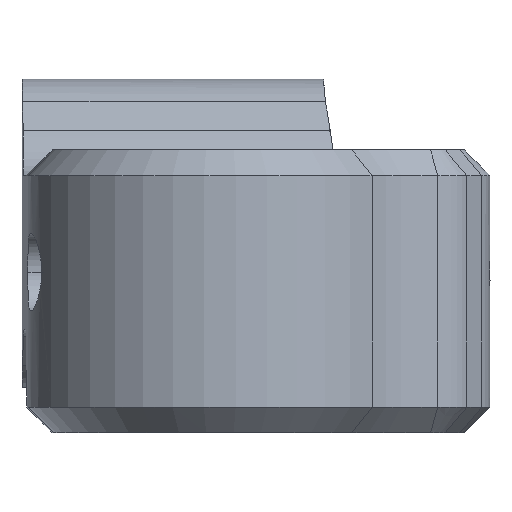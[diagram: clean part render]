
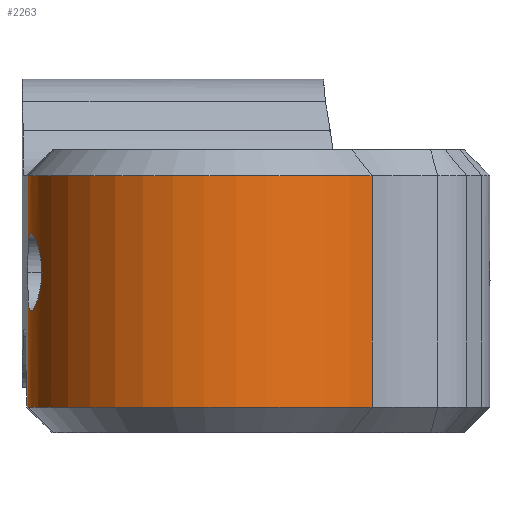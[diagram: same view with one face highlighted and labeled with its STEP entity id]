
A CAD part, front view. The second image highlights one B-rep face of the part: STEP entity #2263.
In plain terms, the highlighted cylindrical face has radius 7.5 mm (diameter 15 mm), a partial arc.
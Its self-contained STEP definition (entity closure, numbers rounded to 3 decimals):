
#19 = B_SPLINE_CURVE_WITH_KNOTS ( 'NONE', 3,
 ( #1552, #2716, #375, #1304, #2491, #2032, #1316, #2461, #2967, #2261, #575, #2507, #338, #588, #388, #155 ),
 .UNSPECIFIED., .F., .F.,
 ( 4, 2, 2, 2, 2, 2, 2, 4 ),
 ( 0.004, 0.004, 0.005, 0.006, 0.006, 0.007, 0.007, 0.008 ),
 .UNSPECIFIED. ) ;
#59 = CARTESIAN_POINT ( 'NONE',  ( -7.155, -2.253, 8.91 ) ) ;
#73 = FACE_OUTER_BOUND ( 'NONE', #1200, .T. ) ;
#76 = CARTESIAN_POINT ( 'NONE',  ( -7.233, -1.989, 9.094 ) ) ;
#78 = EDGE_CURVE ( 'NONE', #671, #1481, #2714, .T. ) ;
#111 = DIRECTION ( 'NONE',  ( 1., 0., 0. ) ) ;
#152 = DIRECTION ( 'NONE',  ( 0., 0., 1. ) ) ;
#155 = CARTESIAN_POINT ( 'NONE',  ( -7.5, 0., 6.991 ) ) ;
#338 = CARTESIAN_POINT ( 'NONE',  ( -7.488, -0.441, 6.505 ) ) ;
#375 = CARTESIAN_POINT ( 'NONE',  ( -6.984, -2.735, 7.421 ) ) ;
#388 = CARTESIAN_POINT ( 'NONE',  ( -7.5, -0.085, 6.848 ) ) ;
#450 = ORIENTED_EDGE ( 'NONE', *, *, #78, .T. ) ;
#496 = ORIENTED_EDGE ( 'NONE', *, *, #971, .T. ) ;
#512 = EDGE_CURVE ( 'NONE', #1369, #2443, #1292, .T. ) ;
#517 = CARTESIAN_POINT ( 'NONE',  ( -7.5, 0., -1. ) ) ;
#575 = CARTESIAN_POINT ( 'NONE',  ( -7.449, -0.886, 6.293 ) ) ;
#588 = CARTESIAN_POINT ( 'NONE',  ( -7.499, -0.193, 6.719 ) ) ;
#621 = CIRCLE ( 'NONE', #2351, 7.5 ) ;
#663 = EDGE_CURVE ( 'NONE', #1481, #917, #2300, .T. ) ;
#671 = VERTEX_POINT ( 'NONE', #2720 ) ;
#730 = CARTESIAN_POINT ( 'NONE',  ( -6.974, -2.76, 8.079 ) ) ;
#755 = CARTESIAN_POINT ( 'NONE',  ( -7.5, 0., 2.5 ) ) ;
#818 = DIRECTION ( 'NONE',  ( 0., 0., 1. ) ) ;
#862 = DIRECTION ( 'NONE',  ( 0., 0., -1. ) ) ;
#917 = VERTEX_POINT ( 'NONE', #2196 ) ;
#938 = VERTEX_POINT ( 'NONE', #755 ) ;
#971 = EDGE_CURVE ( 'NONE', #2443, #1268, #19, .T. ) ;
#1000 = VECTOR ( 'NONE', #1014, 1000. ) ;
#1005 = CARTESIAN_POINT ( 'NONE',  ( 5.872, -4.666, -1. ) ) ;
#1014 = DIRECTION ( 'NONE',  ( 0., 0., 1. ) ) ;
#1144 = CYLINDRICAL_SURFACE ( 'NONE', #1410, 7.5 ) ;
#1198 = CARTESIAN_POINT ( 'NONE',  ( -7.479, -0.581, 9.081 ) ) ;
#1200 = EDGE_LOOP ( 'NONE', ( #450, #2761, #2989, #2093, #496, #2925, #2102 ) ) ;
#1212 = CARTESIAN_POINT ( 'NONE',  ( -7.499, -0.19, 8.778 ) ) ;
#1213 = AXIS2_PLACEMENT_3D ( 'NONE', #1788, #862, #1816 ) ;
#1227 = CARTESIAN_POINT ( 'NONE',  ( -6.974, -2.76, 7.75 ) ) ;
#1260 = CARTESIAN_POINT ( 'NONE',  ( -7.017, -2.655, 8.406 ) ) ;
#1268 = VERTEX_POINT ( 'NONE', #2515 ) ;
#1292 = B_SPLINE_CURVE_WITH_KNOTS ( 'NONE', 3,
 ( #2415, #2201, #1212, #2633, #1198, #2664, #2186, #2154, #76, #59, #2434, #1260, #730, #1227 ),
 .UNSPECIFIED., .F., .F.,
 ( 4, 2, 2, 2, 2, 2, 4 ),
 ( 0., 0., 0.001, 0.002, 0.002, 0.003, 0.004 ),
 .UNSPECIFIED. ) ;
#1304 = CARTESIAN_POINT ( 'NONE',  ( -7.022, -2.634, 7.11 ) ) ;
#1316 = CARTESIAN_POINT ( 'NONE',  ( -7.236, -1.998, 6.381 ) ) ;
#1369 = VERTEX_POINT ( 'NONE', #2975 ) ;
#1410 = AXIS2_PLACEMENT_3D ( 'NONE', #1858, #2785, #3030 ) ;
#1481 = VERTEX_POINT ( 'NONE', #2835 ) ;
#1522 = EDGE_CURVE ( 'NONE', #1369, #917, #2204, .T. ) ;
#1538 = CARTESIAN_POINT ( 'NONE',  ( 0., 0., 2.5 ) ) ;
#1552 = CARTESIAN_POINT ( 'NONE',  ( -6.974, -2.76, 7.75 ) ) ;
#1788 = CARTESIAN_POINT ( 'NONE',  ( 0., 0., 11.5 ) ) ;
#1816 = DIRECTION ( 'NONE',  ( -1., 0., 0. ) ) ;
#1858 = CARTESIAN_POINT ( 'NONE',  ( 0., 0., -1. ) ) ;
#2032 = CARTESIAN_POINT ( 'NONE',  ( -7.15, -2.274, 6.574 ) ) ;
#2054 = EDGE_CURVE ( 'NONE', #938, #1268, #2915, .T. ) ;
#2093 = ORIENTED_EDGE ( 'NONE', *, *, #512, .T. ) ;
#2102 = ORIENTED_EDGE ( 'NONE', *, *, #2238, .T. ) ;
#2154 = CARTESIAN_POINT ( 'NONE',  ( -7.272, -1.843, 9.162 ) ) ;
#2186 = CARTESIAN_POINT ( 'NONE',  ( -7.379, -1.377, 9.291 ) ) ;
#2196 = CARTESIAN_POINT ( 'NONE',  ( -7.5, 0., 11.5 ) ) ;
#2201 = CARTESIAN_POINT ( 'NONE',  ( -7.5, -0.085, 8.652 ) ) ;
#2204 = LINE ( 'NONE', #517, #1000 ) ;
#2230 = DIRECTION ( 'NONE',  ( 0., 0., 1. ) ) ;
#2238 = EDGE_CURVE ( 'NONE', #938, #671, #621, .T. ) ;
#2261 = CARTESIAN_POINT ( 'NONE',  ( -7.428, -1.048, 6.256 ) ) ;
#2263 = ADVANCED_FACE ( 'NONE', ( #73 ), #1144, .T. ) ;
#2300 = CIRCLE ( 'NONE', #1213, 7.5 ) ;
#2351 = AXIS2_PLACEMENT_3D ( 'NONE', #1538, #2230, #111 ) ;
#2392 = VECTOR ( 'NONE', #152, 1000. ) ;
#2415 = CARTESIAN_POINT ( 'NONE',  ( -7.5, 0., 8.509 ) ) ;
#2434 = CARTESIAN_POINT ( 'NONE',  ( -7.117, -2.369, 8.797 ) ) ;
#2443 = VERTEX_POINT ( 'NONE', #2888 ) ;
#2461 = CARTESIAN_POINT ( 'NONE',  ( -7.343, -1.535, 6.252 ) ) ;
#2491 = CARTESIAN_POINT ( 'NONE',  ( -7.05, -2.559, 6.963 ) ) ;
#2499 = VECTOR ( 'NONE', #818, 1000. ) ;
#2507 = CARTESIAN_POINT ( 'NONE',  ( -7.479, -0.584, 6.418 ) ) ;
#2515 = CARTESIAN_POINT ( 'NONE',  ( -7.5, 0., 6.991 ) ) ;
#2633 = CARTESIAN_POINT ( 'NONE',  ( -7.488, -0.441, 8.995 ) ) ;
#2664 = CARTESIAN_POINT ( 'NONE',  ( -7.434, -1.038, 9.27 ) ) ;
#2714 = LINE ( 'NONE', #1005, #2392 ) ;
#2716 = CARTESIAN_POINT ( 'NONE',  ( -6.974, -2.76, 7.586 ) ) ;
#2720 = CARTESIAN_POINT ( 'NONE',  ( 5.872, -4.666, 2.5 ) ) ;
#2761 = ORIENTED_EDGE ( 'NONE', *, *, #663, .T. ) ;
#2785 = DIRECTION ( 'NONE',  ( 0., 0., 1. ) ) ;
#2835 = CARTESIAN_POINT ( 'NONE',  ( 5.872, -4.666, 11.5 ) ) ;
#2888 = CARTESIAN_POINT ( 'NONE',  ( -6.974, -2.76, 7.75 ) ) ;
#2915 = LINE ( 'NONE', #2931, #2499 ) ;
#2925 = ORIENTED_EDGE ( 'NONE', *, *, #2054, .F. ) ;
#2931 = CARTESIAN_POINT ( 'NONE',  ( -7.5, 0., -1. ) ) ;
#2967 = CARTESIAN_POINT ( 'NONE',  ( -7.375, -1.371, 6.235 ) ) ;
#2975 = CARTESIAN_POINT ( 'NONE',  ( -7.5, 0., 8.509 ) ) ;
#2989 = ORIENTED_EDGE ( 'NONE', *, *, #1522, .F. ) ;
#3030 = DIRECTION ( 'NONE',  ( 1., 0., 0. ) ) ;
